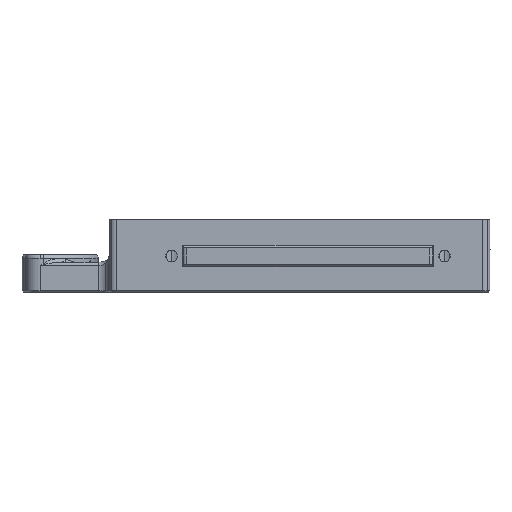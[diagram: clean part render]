
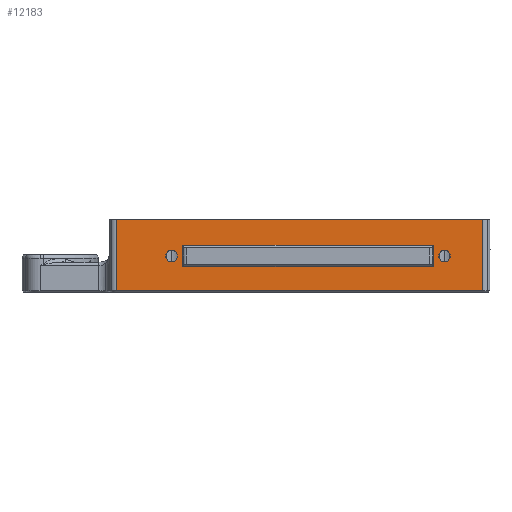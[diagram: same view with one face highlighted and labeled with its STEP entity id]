
A CAD part, front view. The second image highlights one B-rep face of the part: STEP entity #12183.
In plain terms, the highlighted planar face has unit normal (0, -1, 0).
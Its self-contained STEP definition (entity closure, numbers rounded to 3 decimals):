
#926 = DIRECTION ( 'NONE',  ( 0., 0., -1. ) ) ;
#997 = LINE ( 'NONE', #7220, #9451 ) ;
#1067 = PLANE ( 'NONE',  #12243 ) ;
#1225 = VECTOR ( 'NONE', #14693, 1000. ) ;
#1231 = CARTESIAN_POINT ( 'NONE',  ( -93.1, -66., 13. ) ) ;
#1264 = LINE ( 'NONE', #11646, #16821 ) ;
#1797 = CARTESIAN_POINT ( 'NONE',  ( -48., -66., 20. ) ) ;
#1859 = CARTESIAN_POINT ( 'NONE',  ( -15.5, -66., 16.5 ) ) ;
#1882 = LINE ( 'NONE', #1797, #10283 ) ;
#1967 = EDGE_CURVE ( 'NONE', #10541, #11359, #2497, .T. ) ;
#2011 = FACE_BOUND ( 'NONE', #9757, .T. ) ;
#2434 = DIRECTION ( 'NONE',  ( 0., -1., 0. ) ) ;
#2497 = LINE ( 'NONE', #12716, #9956 ) ;
#2641 = CARTESIAN_POINT ( 'NONE',  ( -14.1, -66., 10. ) ) ;
#2758 = ORIENTED_EDGE ( 'NONE', *, *, #10029, .T. ) ;
#2905 = EDGE_LOOP ( 'NONE', ( #8968, #14811 ) ) ;
#3112 = AXIS2_PLACEMENT_3D ( 'NONE', #7612, #16621, #9915 ) ;
#3374 = CARTESIAN_POINT ( 'NONE',  ( -87.5, -66., 10. ) ) ;
#3470 = LINE ( 'NONE', #5955, #11715 ) ;
#3619 = DIRECTION ( 'NONE',  ( 0., -1., 0. ) ) ;
#3872 = CARTESIAN_POINT ( 'NONE',  ( -12.5, -66., 10. ) ) ;
#4100 = CIRCLE ( 'NONE', #8164, 1.6 ) ;
#4151 = VECTOR ( 'NONE', #16646, 1000. ) ;
#4327 = LINE ( 'NONE', #1859, #1225 ) ;
#4664 = CARTESIAN_POINT ( 'NONE',  ( -15.5, -66., 13. ) ) ;
#4947 = CARTESIAN_POINT ( 'NONE',  ( -2., -66., 20. ) ) ;
#5414 = ORIENTED_EDGE ( 'NONE', *, *, #12223, .F. ) ;
#5753 = ORIENTED_EDGE ( 'NONE', *, *, #7899, .T. ) ;
#5955 = CARTESIAN_POINT ( 'NONE',  ( -2., -66., 20. ) ) ;
#6033 = DIRECTION ( 'NONE',  ( 0., 0., -1. ) ) ;
#6054 = EDGE_CURVE ( 'NONE', #11359, #15493, #4327, .T. ) ;
#6072 = ORIENTED_EDGE ( 'NONE', *, *, #11219, .F. ) ;
#7053 = CARTESIAN_POINT ( 'NONE',  ( -10.9, -66., 10. ) ) ;
#7220 = CARTESIAN_POINT ( 'NONE',  ( -102.7, -66., 10. ) ) ;
#7478 = DIRECTION ( 'NONE',  ( 0., 0., 1. ) ) ;
#7612 = CARTESIAN_POINT ( 'NONE',  ( -87.5, -66., 10. ) ) ;
#7899 = EDGE_CURVE ( 'NONE', #16627, #16555, #997, .T. ) ;
#7970 = CARTESIAN_POINT ( 'NONE',  ( -12.5, -66., 10. ) ) ;
#7982 = VERTEX_POINT ( 'NONE', #12406 ) ;
#8061 = EDGE_CURVE ( 'NONE', #12828, #14544, #16517, .T. ) ;
#8090 = VERTEX_POINT ( 'NONE', #10523 ) ;
#8164 = AXIS2_PLACEMENT_3D ( 'NONE', #3872, #3619, #12966 ) ;
#8422 = AXIS2_PLACEMENT_3D ( 'NONE', #3374, #16129, #8575 ) ;
#8476 = FACE_OUTER_BOUND ( 'NONE', #11918, .T. ) ;
#8575 = DIRECTION ( 'NONE',  ( -1., 0., 0. ) ) ;
#8809 = CARTESIAN_POINT ( 'NONE',  ( -101.7, -66., 20. ) ) ;
#8908 = DIRECTION ( 'NONE',  ( -1., 0., 0. ) ) ;
#8941 = CARTESIAN_POINT ( 'NONE',  ( -102.7, -66., 0.4 ) ) ;
#8968 = ORIENTED_EDGE ( 'NONE', *, *, #11451, .F. ) ;
#8970 = DIRECTION ( 'NONE',  ( -1., 0., 0. ) ) ;
#9170 = EDGE_CURVE ( 'NONE', #8090, #16555, #15361, .T. ) ;
#9248 = EDGE_LOOP ( 'NONE', ( #10411, #6072, #14341, #11636 ) ) ;
#9451 = VECTOR ( 'NONE', #6033, 1000. ) ;
#9757 = EDGE_LOOP ( 'NONE', ( #5414, #15388 ) ) ;
#9915 = DIRECTION ( 'NONE',  ( -1., 0., 0. ) ) ;
#9956 = VECTOR ( 'NONE', #15671, 1000. ) ;
#10029 = EDGE_CURVE ( 'NONE', #12486, #16627, #1882, .T. ) ;
#10123 = VECTOR ( 'NONE', #8970, 1000. ) ;
#10258 = FACE_BOUND ( 'NONE', #9248, .T. ) ;
#10283 = VECTOR ( 'NONE', #13613, 1000. ) ;
#10370 = CARTESIAN_POINT ( 'NONE',  ( -15.5, -66., 7. ) ) ;
#10411 = ORIENTED_EDGE ( 'NONE', *, *, #1967, .F. ) ;
#10523 = CARTESIAN_POINT ( 'NONE',  ( -2., -66., 0.4 ) ) ;
#10541 = VERTEX_POINT ( 'NONE', #10717 ) ;
#10717 = CARTESIAN_POINT ( 'NONE',  ( -84.5, -66., 7. ) ) ;
#11175 = ORIENTED_EDGE ( 'NONE', *, *, #12911, .T. ) ;
#11219 = EDGE_CURVE ( 'NONE', #15273, #10541, #1264, .T. ) ;
#11295 = CARTESIAN_POINT ( 'NONE',  ( -85.9, -66., 10. ) ) ;
#11359 = VERTEX_POINT ( 'NONE', #10370 ) ;
#11451 = EDGE_CURVE ( 'NONE', #7982, #13368, #13578, .T. ) ;
#11636 = ORIENTED_EDGE ( 'NONE', *, *, #6054, .F. ) ;
#11646 = CARTESIAN_POINT ( 'NONE',  ( -84.5, -66., 13.5 ) ) ;
#11698 = DIRECTION ( 'NONE',  ( 0., -1., 0. ) ) ;
#11715 = VECTOR ( 'NONE', #7478, 1000. ) ;
#11918 = EDGE_LOOP ( 'NONE', ( #2758, #5753, #16242, #11175 ) ) ;
#12183 = ADVANCED_FACE ( 'NONE', ( #8476, #2011, #10258, #12722 ), #1067, .T. ) ;
#12223 = EDGE_CURVE ( 'NONE', #14544, #12828, #4100, .T. ) ;
#12243 = AXIS2_PLACEMENT_3D ( 'NONE', #8809, #11698, #14161 ) ;
#12406 = CARTESIAN_POINT ( 'NONE',  ( -89.1, -66., 10. ) ) ;
#12486 = VERTEX_POINT ( 'NONE', #4947 ) ;
#12716 = CARTESIAN_POINT ( 'NONE',  ( -83.6, -66., 7. ) ) ;
#12722 = FACE_BOUND ( 'NONE', #2905, .T. ) ;
#12828 = VERTEX_POINT ( 'NONE', #7053 ) ;
#12911 = EDGE_CURVE ( 'NONE', #8090, #12486, #3470, .T. ) ;
#12966 = DIRECTION ( 'NONE',  ( -1., 0., 0. ) ) ;
#13368 = VERTEX_POINT ( 'NONE', #11295 ) ;
#13578 = CIRCLE ( 'NONE', #8422, 1.6 ) ;
#13613 = DIRECTION ( 'NONE',  ( -1., 0., 0. ) ) ;
#14040 = CARTESIAN_POINT ( 'NONE',  ( -102.7, -66., 20. ) ) ;
#14102 = CARTESIAN_POINT ( 'NONE',  ( -84.5, -66., 13. ) ) ;
#14145 = EDGE_CURVE ( 'NONE', #15493, #15273, #15422, .T. ) ;
#14161 = DIRECTION ( 'NONE',  ( 0., 0., 1. ) ) ;
#14341 = ORIENTED_EDGE ( 'NONE', *, *, #14145, .F. ) ;
#14544 = VERTEX_POINT ( 'NONE', #2641 ) ;
#14614 = AXIS2_PLACEMENT_3D ( 'NONE', #7970, #2434, #8908 ) ;
#14693 = DIRECTION ( 'NONE',  ( 0., 0., 1. ) ) ;
#14811 = ORIENTED_EDGE ( 'NONE', *, *, #16099, .F. ) ;
#15081 = CIRCLE ( 'NONE', #3112, 1.6 ) ;
#15273 = VERTEX_POINT ( 'NONE', #14102 ) ;
#15280 = CARTESIAN_POINT ( 'NONE',  ( -96.1, -66., 0.4 ) ) ;
#15361 = LINE ( 'NONE', #15280, #4151 ) ;
#15388 = ORIENTED_EDGE ( 'NONE', *, *, #8061, .F. ) ;
#15422 = LINE ( 'NONE', #1231, #10123 ) ;
#15493 = VERTEX_POINT ( 'NONE', #4664 ) ;
#15671 = DIRECTION ( 'NONE',  ( 1., 0., 0. ) ) ;
#16099 = EDGE_CURVE ( 'NONE', #13368, #7982, #15081, .T. ) ;
#16129 = DIRECTION ( 'NONE',  ( 0., -1., 0. ) ) ;
#16242 = ORIENTED_EDGE ( 'NONE', *, *, #9170, .F. ) ;
#16517 = CIRCLE ( 'NONE', #14614, 1.6 ) ;
#16555 = VERTEX_POINT ( 'NONE', #8941 ) ;
#16621 = DIRECTION ( 'NONE',  ( 0., -1., 0. ) ) ;
#16627 = VERTEX_POINT ( 'NONE', #14040 ) ;
#16646 = DIRECTION ( 'NONE',  ( -1., 0., 0. ) ) ;
#16821 = VECTOR ( 'NONE', #926, 1000. ) ;
